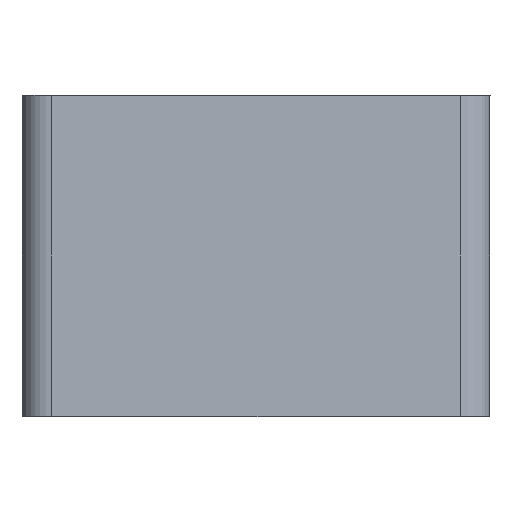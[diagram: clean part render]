
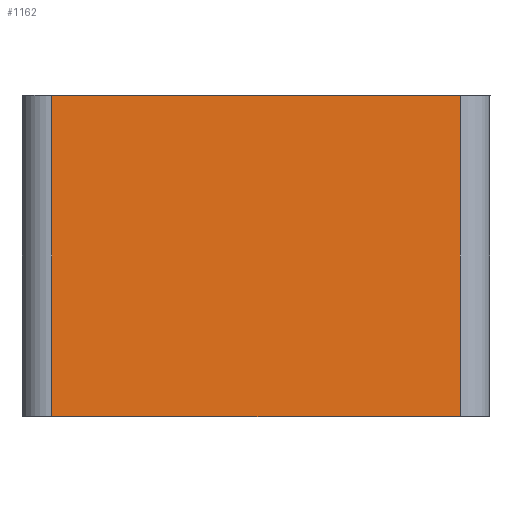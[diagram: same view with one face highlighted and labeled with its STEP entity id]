
A CAD part, front view. The second image highlights one B-rep face of the part: STEP entity #1162.
In plain terms, the highlighted planar face has unit normal (0, -0.997, 0.077).
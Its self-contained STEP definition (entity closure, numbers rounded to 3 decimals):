
#1149=AXIS2_PLACEMENT_3D('Plane Axis2P3D',#1146,#1147,#1148) ;
#649=CARTESIAN_POINT('Vertex',(7.3,0.,0.)) ;
#652=CARTESIAN_POINT('Line Origine',(3.9,0.,0.)) ;
#656=CARTESIAN_POINT('Vertex',(0.5,0.,0.)) ;
#840=CARTESIAN_POINT('Vertex',(0.5,0.411,5.35)) ;
#843=CARTESIAN_POINT('Line Origine',(3.9,0.411,5.35)) ;
#847=CARTESIAN_POINT('Vertex',(7.3,0.411,5.35)) ;
#1133=CARTESIAN_POINT('Line Origine',(7.3,0.207,2.694)) ;
#1146=CARTESIAN_POINT('Axis2P3D Location',(3.9,0.411,5.35)) ;
#1151=CARTESIAN_POINT('Line Origine',(0.5,0.206,2.675)) ;
#653=DIRECTION('Vector Direction',(1.,0.,0.)) ;
#844=DIRECTION('Vector Direction',(1.,0.,0.)) ;
#1134=DIRECTION('Vector Direction',(0.,-0.077,-0.997)) ;
#1147=DIRECTION('Axis2P3D Direction',(0.,-0.997,0.077)) ;
#1148=DIRECTION('Axis2P3D XDirection',(0.,-0.077,-0.997)) ;
#1152=DIRECTION('Vector Direction',(0.,-0.077,-0.997)) ;
#654=VECTOR('Line Direction',#653,1.) ;
#845=VECTOR('Line Direction',#844,1.) ;
#1135=VECTOR('Line Direction',#1134,1.) ;
#1153=VECTOR('Line Direction',#1152,1.) ;
#1157=ORIENTED_EDGE('',*,*,#658,.T.) ;
#1158=ORIENTED_EDGE('',*,*,#1137,.T.) ;
#1159=ORIENTED_EDGE('',*,*,#849,.F.) ;
#1160=ORIENTED_EDGE('',*,*,#1155,.T.) ;
#1162=ADVANCED_FACE('CB 178/4.8 - Variante SG',(#1161),#1150,.T.) ;
#658=EDGE_CURVE('',#657,#650,#655,.T.) ;
#849=EDGE_CURVE('',#841,#848,#846,.T.) ;
#1137=EDGE_CURVE('',#650,#848,#1136,.F.) ;
#1155=EDGE_CURVE('',#841,#657,#1154,.T.) ;
#1156=EDGE_LOOP('',(#1157,#1158,#1159,#1160)) ;
#1161=FACE_OUTER_BOUND('',#1156,.T.) ;
#655=LINE('Line',#652,#654) ;
#846=LINE('Line',#843,#845) ;
#1136=LINE('Line',#1133,#1135) ;
#1154=LINE('Line',#1151,#1153) ;
#1150=PLANE('',#1149) ;
#650=VERTEX_POINT('',#649) ;
#657=VERTEX_POINT('',#656) ;
#841=VERTEX_POINT('',#840) ;
#848=VERTEX_POINT('',#847) ;
